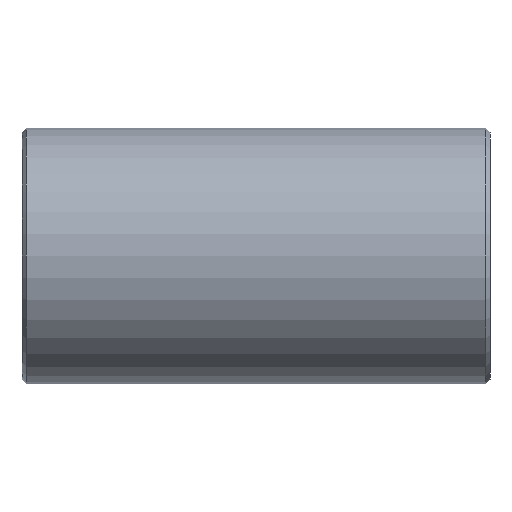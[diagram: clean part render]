
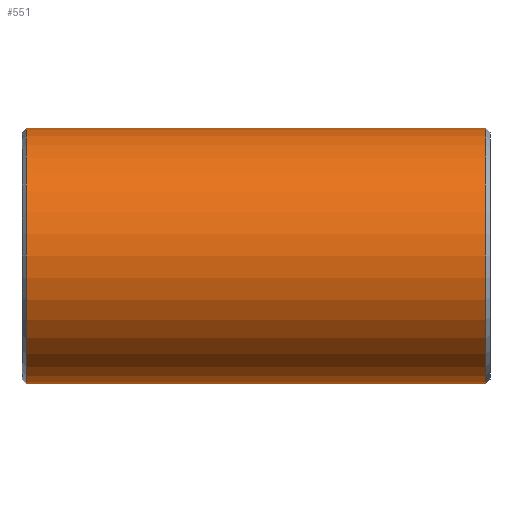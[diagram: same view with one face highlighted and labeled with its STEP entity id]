
A CAD part, front view. The second image highlights one B-rep face of the part: STEP entity #551.
In plain terms, the highlighted cylindrical face has radius 57.15 mm (diameter 114.3 mm), a partial arc.
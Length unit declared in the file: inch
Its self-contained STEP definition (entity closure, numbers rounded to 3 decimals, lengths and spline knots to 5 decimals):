
#25 = EDGE_CURVE ( 'NONE', #120, #140, #303, .T. ) ;
#34 = CARTESIAN_POINT ( 'NONE',  ( -4.041, 0., 0. ) ) ;
#71 = DIRECTION ( 'NONE',  ( 0., 0., 1. ) ) ;
#89 = ORIENTED_EDGE ( 'NONE', *, *, #701, .T. ) ;
#120 = VERTEX_POINT ( 'NONE', #291 ) ;
#131 = FACE_OUTER_BOUND ( 'NONE', #225, .T. ) ;
#140 = VERTEX_POINT ( 'NONE', #854 ) ;
#142 = AXIS2_PLACEMENT_3D ( 'NONE', #34, #445, #313 ) ;
#175 = ORIENTED_EDGE ( 'NONE', *, *, #733, .F. ) ;
#225 = EDGE_LOOP ( 'NONE', ( #175, #89, #725, #867 ) ) ;
#240 = CIRCLE ( 'NONE', #142, 2.25 ) ;
#291 = CARTESIAN_POINT ( 'NONE',  ( 4.041, 0., 2.25 ) ) ;
#297 = DIRECTION ( 'NONE',  ( -1., 0., 0. ) ) ;
#303 = LINE ( 'NONE', #831, #635 ) ;
#313 = DIRECTION ( 'NONE',  ( 0., 0., 1. ) ) ;
#375 = DIRECTION ( 'NONE',  ( -1., 0., 0. ) ) ;
#381 = DIRECTION ( 'NONE',  ( 0., 0., -1. ) ) ;
#407 = CYLINDRICAL_SURFACE ( 'NONE', #516, 2.25 ) ;
#414 = CARTESIAN_POINT ( 'NONE',  ( 4.12, 0., 0. ) ) ;
#415 = VERTEX_POINT ( 'NONE', #467 ) ;
#445 = DIRECTION ( 'NONE',  ( 1., 0., 0. ) ) ;
#467 = CARTESIAN_POINT ( 'NONE',  ( 4.041, 0., -2.25 ) ) ;
#509 = CARTESIAN_POINT ( 'NONE',  ( 4.12, 0., -2.25 ) ) ;
#516 = AXIS2_PLACEMENT_3D ( 'NONE', #414, #676, #71 ) ;
#551 = ADVANCED_FACE ( 'NONE', ( #131 ), #407, .T. ) ;
#558 = DIRECTION ( 'NONE',  ( -1., 0., 0. ) ) ;
#566 = CARTESIAN_POINT ( 'NONE',  ( -4.041, 0., -2.25 ) ) ;
#619 = LINE ( 'NONE', #509, #763 ) ;
#624 = CIRCLE ( 'NONE', #838, 2.25 ) ;
#625 = EDGE_CURVE ( 'NONE', #140, #671, #240, .T. ) ;
#635 = VECTOR ( 'NONE', #375, 39.37008 ) ;
#671 = VERTEX_POINT ( 'NONE', #566 ) ;
#676 = DIRECTION ( 'NONE',  ( -1., 0., 0. ) ) ;
#701 = EDGE_CURVE ( 'NONE', #415, #120, #624, .T. ) ;
#725 = ORIENTED_EDGE ( 'NONE', *, *, #25, .T. ) ;
#733 = EDGE_CURVE ( 'NONE', #415, #671, #619, .T. ) ;
#763 = VECTOR ( 'NONE', #558, 39.37008 ) ;
#831 = CARTESIAN_POINT ( 'NONE',  ( 4.12, 0., 2.25 ) ) ;
#834 = CARTESIAN_POINT ( 'NONE',  ( 4.041, 0., 0. ) ) ;
#838 = AXIS2_PLACEMENT_3D ( 'NONE', #834, #297, #381 ) ;
#854 = CARTESIAN_POINT ( 'NONE',  ( -4.041, 0., 2.25 ) ) ;
#867 = ORIENTED_EDGE ( 'NONE', *, *, #625, .T. ) ;
